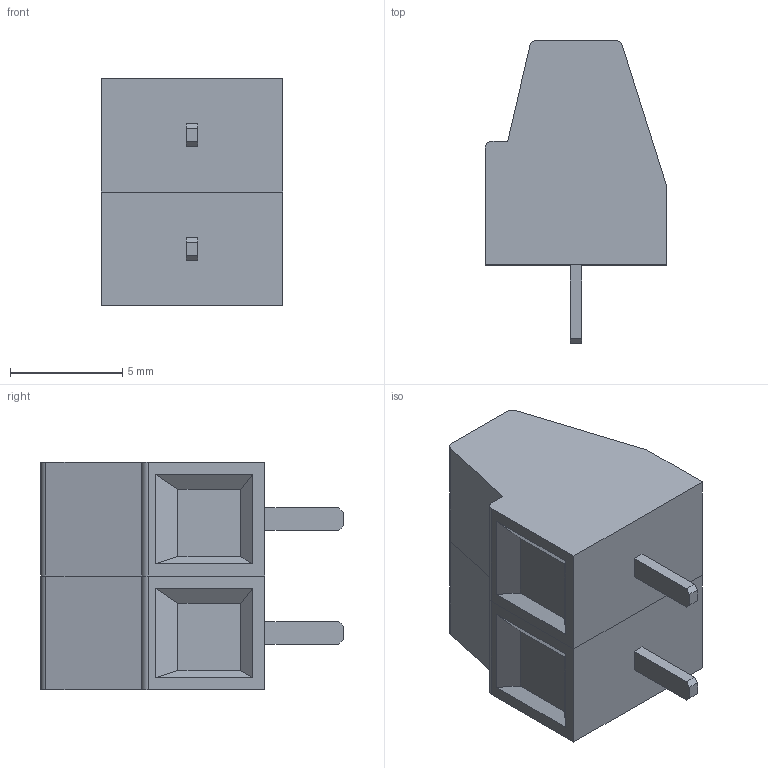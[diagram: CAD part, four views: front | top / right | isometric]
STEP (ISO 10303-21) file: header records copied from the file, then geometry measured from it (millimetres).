
FILE_DESCRIPTION(('FreeCAD Model'),'2;1');
FILE_NAME('MKDSN_1.5_5.08.stp', '2014-10-30T19:01:15',('FreeCAD'),('FreeCAD'), 'Open CASCADE STEP processor 6.6','FreeCAD','Unknown');
FILE_SCHEMA(('AUTOMOTIVE_DESIGN_CC2 { 1 2 10303 214 -1 1 5 4 }'));
Length unit declared in the file: millimetre
Products named in the file (2): Array; Array001
Bounding box: 8.1 x 13.5 x 10.16 mm (x, y, z)
Volume: 672.5 mm3; surface area: 692.3 mm2
Topology: 6 solids, 6 shells, 68 faces, 156 edges, 104 vertices
Faces by surface type: plane 50, cylinder 10, bspline 8
Full cylindrical faces by diameter (mm): 3 x4
Entity records: 4042 total; most frequent: CARTESIAN_POINT 789, DIRECTION 584, LINE 396, VECTOR 396, ORIENTED_EDGE 312, PCURVE 312, DEFINITIONAL_REPRESENTATION 312, EDGE_CURVE 156
